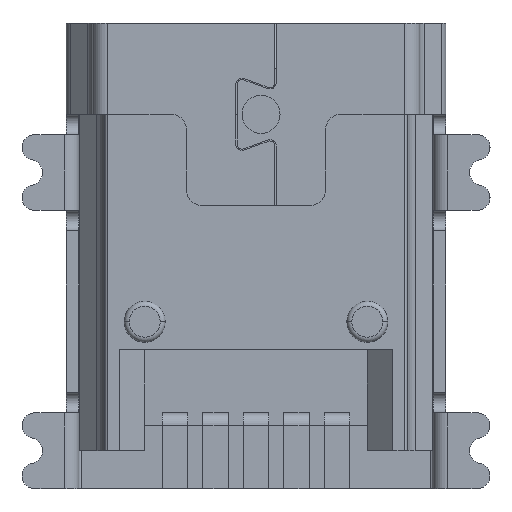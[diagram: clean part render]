
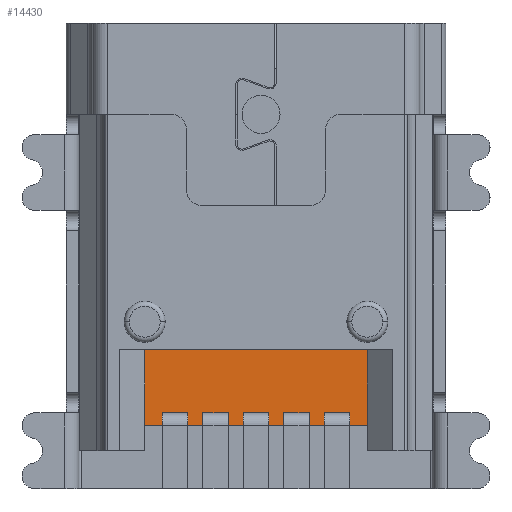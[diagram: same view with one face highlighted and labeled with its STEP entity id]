
A CAD part, front view. The second image highlights one B-rep face of the part: STEP entity #14430.
In plain terms, the highlighted planar face has unit normal (0, -1, 0).
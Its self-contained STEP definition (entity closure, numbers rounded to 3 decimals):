
#695 = DIRECTION ( 'NONE',  ( 0., 1., 0. ) ) ;
#793 = DIRECTION ( 'NONE',  ( 0., 0., -1. ) ) ;
#2281 = LINE ( 'NONE', #9356, #11273 ) ;
#2742 = VERTEX_POINT ( 'NONE', #14262 ) ;
#3014 = VECTOR ( 'NONE', #13280, 1000. ) ;
#3500 = CARTESIAN_POINT ( 'NONE',  ( -2.2, 1.53, -3.35 ) ) ;
#3594 = EDGE_CURVE ( 'NONE', #8740, #2742, #15502, .T. ) ;
#4651 = ORIENTED_EDGE ( 'NONE', *, *, #6398, .F. ) ;
#5468 = CARTESIAN_POINT ( 'NONE',  ( 2.2, 1.53, -1.85 ) ) ;
#6083 = EDGE_LOOP ( 'NONE', ( #11244, #4651, #7842, #6444 ) ) ;
#6398 = EDGE_CURVE ( 'NONE', #2742, #12771, #8140, .T. ) ;
#6444 = ORIENTED_EDGE ( 'NONE', *, *, #9713, .F. ) ;
#6778 = EDGE_CURVE ( 'NONE', #12088, #12771, #2281, .T. ) ;
#6925 = CARTESIAN_POINT ( 'NONE',  ( -2.2, 1.53, -1.85 ) ) ;
#7484 = CARTESIAN_POINT ( 'NONE',  ( 2.2, 1.53, -3.35 ) ) ;
#7842 = ORIENTED_EDGE ( 'NONE', *, *, #3594, .F. ) ;
#8140 = LINE ( 'NONE', #7484, #13640 ) ;
#8163 = PLANE ( 'NONE',  #9712 ) ;
#8432 = CARTESIAN_POINT ( 'NONE',  ( -2.2, 1.53, -1.85 ) ) ;
#8740 = VERTEX_POINT ( 'NONE', #5468 ) ;
#9320 = CARTESIAN_POINT ( 'NONE',  ( -2.2, 1.53, -1.85 ) ) ;
#9356 = CARTESIAN_POINT ( 'NONE',  ( -2.2, 1.53, -1.85 ) ) ;
#9426 = DIRECTION ( 'NONE',  ( -1., 0., 0. ) ) ;
#9712 = AXIS2_PLACEMENT_3D ( 'NONE', #6925, #695, #9426 ) ;
#9713 = EDGE_CURVE ( 'NONE', #12088, #8740, #13915, .T. ) ;
#10296 = FACE_OUTER_BOUND ( 'NONE', #6083, .T. ) ;
#11244 = ORIENTED_EDGE ( 'NONE', *, *, #6778, .T. ) ;
#11273 = VECTOR ( 'NONE', #793, 1000. ) ;
#11675 = DIRECTION ( 'NONE',  ( 1., 0., 0. ) ) ;
#12088 = VERTEX_POINT ( 'NONE', #8432 ) ;
#12771 = VERTEX_POINT ( 'NONE', #3500 ) ;
#13138 = VECTOR ( 'NONE', #11675, 1000. ) ;
#13280 = DIRECTION ( 'NONE',  ( 0., 0., -1. ) ) ;
#13448 = CARTESIAN_POINT ( 'NONE',  ( 2.2, 1.53, -1.85 ) ) ;
#13640 = VECTOR ( 'NONE', #13663, 1000. ) ;
#13663 = DIRECTION ( 'NONE',  ( -1., 0., 0. ) ) ;
#13915 = LINE ( 'NONE', #9320, #13138 ) ;
#14262 = CARTESIAN_POINT ( 'NONE',  ( 2.2, 1.53, -3.35 ) ) ;
#14430 = ADVANCED_FACE ( 'NONE', ( #10296 ), #8163, .F. ) ;
#15502 = LINE ( 'NONE', #13448, #3014 ) ;
